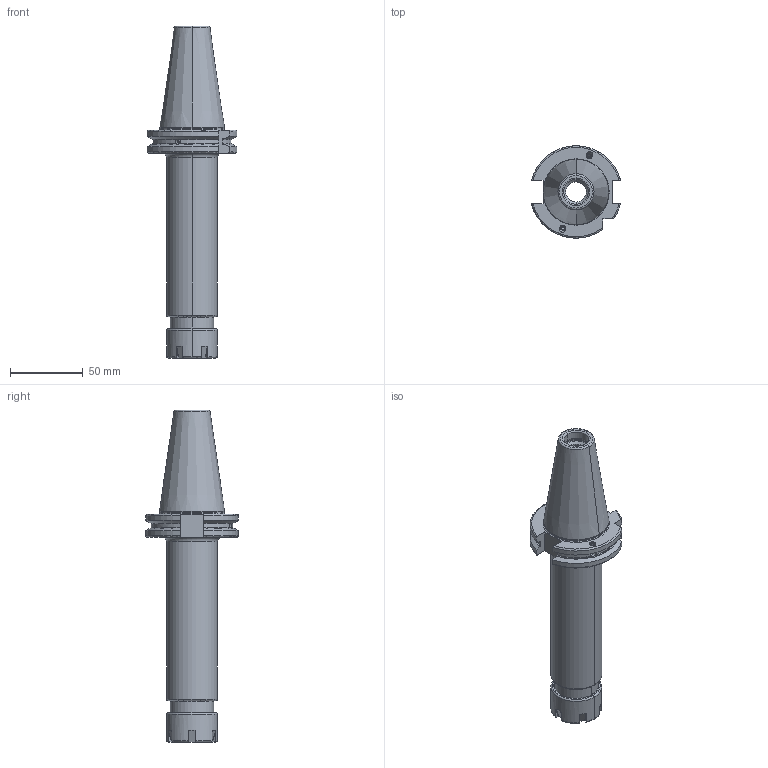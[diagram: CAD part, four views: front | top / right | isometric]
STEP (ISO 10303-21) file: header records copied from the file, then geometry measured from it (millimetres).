
FILE_DESCRIPTION((''),'2;1');
FILE_NAME('403_02_07_16_2','2021-04-07T',('103090'),(''),'CREO PARAMETRIC BY PTC INC, 2016260','CREO PARAMETRIC BY PTC INC, 2016260','');
FILE_SCHEMA(('CONFIG_CONTROL_DESIGN'));
Length unit declared in the file: millimetre
Products named in the file (1): 403_02_07_16_2
Bounding box: 61.48 x 63.54 x 228.4 mm (x, y, z)
Volume: 194443.2 mm3; surface area: 44884.7 mm2
Topology: 1 solids, 1 shells, 239 faces, 610 edges, 380 vertices
Faces by surface type: cylinder 67, plane 66, torus 56, cone 44, bspline 6
Entity records: 8353 total; most frequent: CARTESIAN_POINT 2639, ORIENTED_EDGE 1216, DIRECTION 1176, EDGE_CURVE 608, AXIS2_PLACEMENT_3D 476, VERTEX_POINT 380, EDGE_LOOP 254, CIRCLE 240
